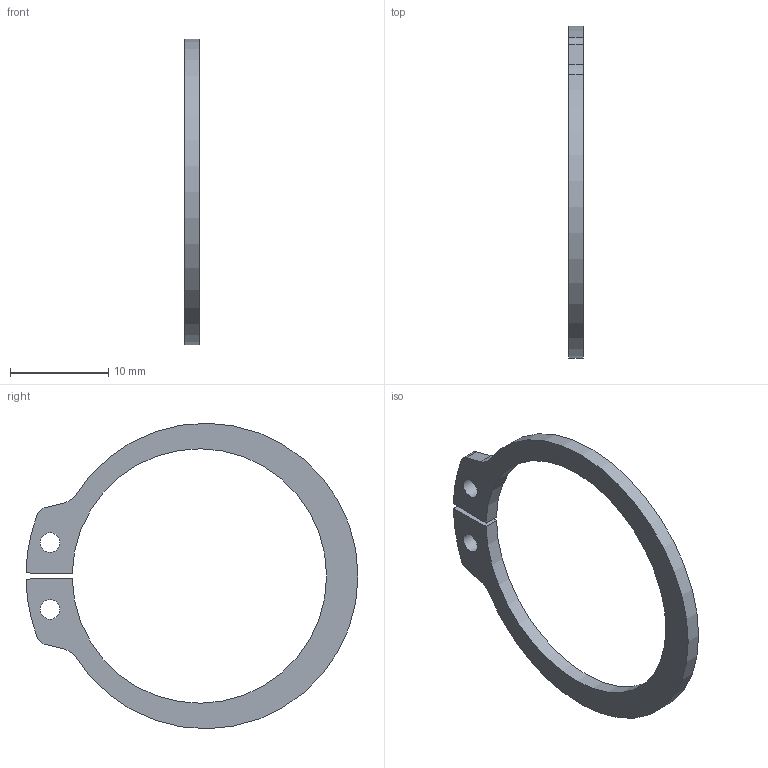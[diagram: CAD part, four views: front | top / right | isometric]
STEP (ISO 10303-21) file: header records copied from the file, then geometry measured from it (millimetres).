
FILE_DESCRIPTION(('FreeCAD Model'),'2;1');
FILE_NAME('DIN471_CLASS_A_M28RetainingRings.step','2015-10-13T13:27:46',('Author'),(''), 'Open CASCADE STEP processor 6.8','FreeCAD','Unknown');
FILE_SCHEMA(('AUTOMOTIVE_DESIGN_CC2 { 1 2 10303 214 -1 1 5 4 }'));
Length unit declared in the file: millimetre
Products named in the file (1): Fillet
Bounding box: 1.5 x 33.8 x 31.1 mm (x, y, z)
Volume: 396.4 mm3; surface area: 835.3 mm2
Topology: 1 solids, 1 shells, 16 faces, 46 edges, 32 vertices
Faces by surface type: cylinder 10, plane 6
Full cylindrical faces by diameter (mm): 2 x2
Entity records: 1473 total; most frequent: CARTESIAN_POINT 547, DIRECTION 172, ORIENTED_EDGE 92, PCURVE 92, DEFINITIONAL_REPRESENTATION 92, LINE 78, VECTOR 78, EDGE_CURVE 46
